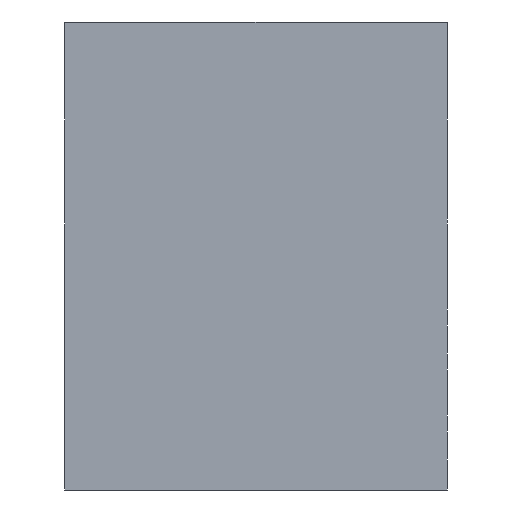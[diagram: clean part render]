
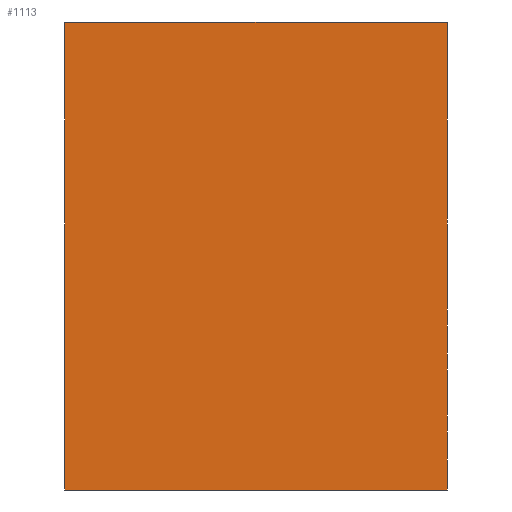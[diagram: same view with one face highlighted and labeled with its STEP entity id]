
A CAD part, front view. The second image highlights one B-rep face of the part: STEP entity #1113.
In plain terms, the highlighted planar face has unit normal (0, -1, 0).
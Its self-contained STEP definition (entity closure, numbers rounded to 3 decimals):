
#67=FACE_OUTER_BOUND('',#121,.T.);
#121=EDGE_LOOP('',(#951,#952,#953,#954));
#178=LINE('',#1563,#334);
#266=LINE('',#1738,#422);
#268=LINE('',#1743,#424);
#278=LINE('',#1762,#434);
#334=VECTOR('',#1246,10.);
#422=VECTOR('',#1412,10.);
#424=VECTOR('',#1418,10.);
#434=VECTOR('',#1446,10.);
#488=VERTEX_POINT('',#1560);
#489=VERTEX_POINT('',#1562);
#537=VERTEX_POINT('',#1736);
#538=VERTEX_POINT('',#1742);
#594=EDGE_CURVE('',#489,#488,#178,.T.);
#682=EDGE_CURVE('',#488,#537,#266,.T.);
#684=EDGE_CURVE('',#538,#489,#268,.T.);
#694=EDGE_CURVE('',#537,#538,#278,.T.);
#951=ORIENTED_EDGE('',*,*,#682,.T.);
#952=ORIENTED_EDGE('',*,*,#694,.T.);
#953=ORIENTED_EDGE('',*,*,#684,.T.);
#954=ORIENTED_EDGE('',*,*,#594,.T.);
#1059=PLANE('',#1181);
#1113=ADVANCED_FACE('',(#67),#1059,.T.);
#1181=AXIS2_PLACEMENT_3D('',#1761,#1444,#1445);
#1246=DIRECTION('',(0.,0.,-1.));
#1412=DIRECTION('',(1.,0.,0.));
#1418=DIRECTION('',(-1.,0.,0.));
#1444=DIRECTION('center_axis',(0.,-1.,0.));
#1445=DIRECTION('ref_axis',(0.,0.,-1.));
#1446=DIRECTION('',(0.,0.,1.));
#1560=CARTESIAN_POINT('',(1.081,-5.,0.5));
#1562=CARTESIAN_POINT('',(1.081,-5.,60.5));
#1563=CARTESIAN_POINT('',(1.081,-5.,15.25));
#1736=CARTESIAN_POINT('',(50.081,-5.,0.5));
#1738=CARTESIAN_POINT('',(37.581,-5.,0.5));
#1742=CARTESIAN_POINT('',(50.081,-5.,60.5));
#1743=CARTESIAN_POINT('',(12.581,-5.,60.5));
#1761=CARTESIAN_POINT('Origin',(25.081,-5.,30.5));
#1762=CARTESIAN_POINT('',(50.081,-5.,61.));
